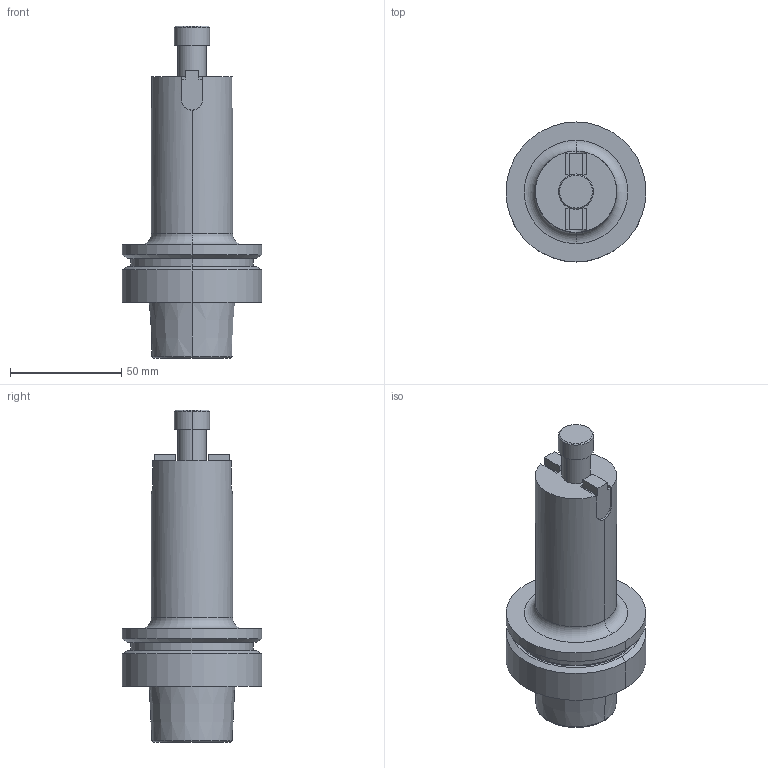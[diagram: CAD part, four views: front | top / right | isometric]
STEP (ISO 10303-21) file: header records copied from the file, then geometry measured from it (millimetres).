
FILE_DESCRIPTION (( 'STEP AP203' ), '1' );
FILE_NAME ('STP-SATE-93509-F.STEP', '2020-03-25T05:20:48', ( '' ), ( '' ), 'SwSTEP 2.0', 'SolidWorks 2017', '' );
FILE_SCHEMA (( 'CONFIG_CONTROL_DESIGN' ));
Length unit declared in the file: millimetre
Products named in the file (1): STP-SATE-93509-F
Bounding box: 63 x 63 x 149.46 mm (x, y, z)
Volume: 165995.8 mm3; surface area: 28423.6 mm2
Topology: 1 solids, 1 shells, 78 faces, 176 edges, 106 vertices
Faces by surface type: plane 31, cylinder 23, cone 14, torus 10
Entity records: 2288 total; most frequent: CARTESIAN_POINT 427, DIRECTION 401, ORIENTED_EDGE 348, EDGE_CURVE 174, AXIS2_PLACEMENT_3D 152, VERTEX_POINT 106, LINE 97, VECTOR 97
